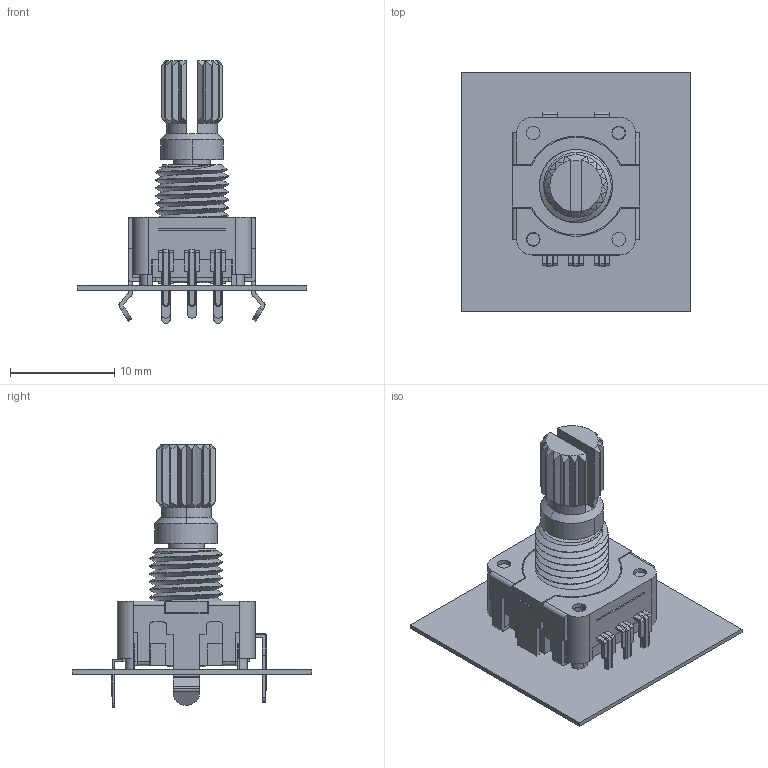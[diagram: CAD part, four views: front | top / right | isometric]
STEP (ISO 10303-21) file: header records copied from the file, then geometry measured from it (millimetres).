
FILE_DESCRIPTION(('Open CASCADE Model'),'2;1');
FILE_NAME('Open CASCADE Shape Model','2018-03-15T15:14:29',('Author'),( 'Open CASCADE'),'Open CASCADE STEP processor 6.8','Open CASCADE 6.8' ,'Unknown');
FILE_SCHEMA(('AUTOMOTIVE_DESIGN { 1 0 10303 214 1 1 1 1 }'));
Length unit declared in the file: millimetre
Products named in the file (4): PCB; Board; S1; pec11r-4215k-n0024
Assembly tree (3 placements, depth 3):
  PCB
    Board
    S1
      pec11r-4215k-n0024
Bounding box: 22 x 23 x 25.2 mm (x, y, z)
Volume: 1404.6 mm3; surface area: 2679.1 mm2
Topology: 2 solids, 3 shells, 531 faces, 1449 edges, 942 vertices
Faces by surface type: plane 324, cylinder 152, cone 31, torus 20, bspline 4
Entity records: 19060 total; most frequent: CARTESIAN_POINT 5474, ORIENTED_EDGE 2898, DIRECTION 2742, EDGE_CURVE 1449, LINE 992, VECTOR 992, VERTEX_POINT 942, AXIS2_PLACEMENT_3D 875
